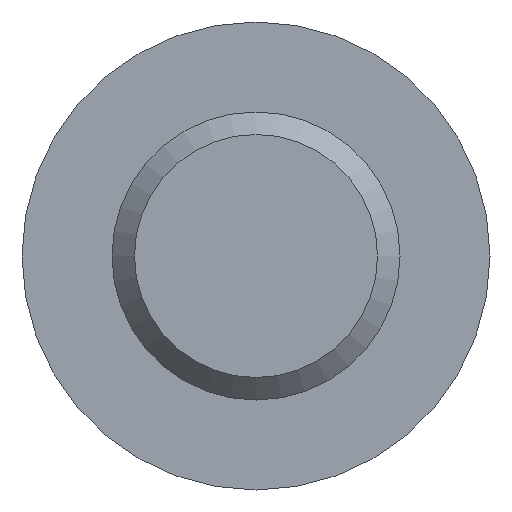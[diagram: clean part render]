
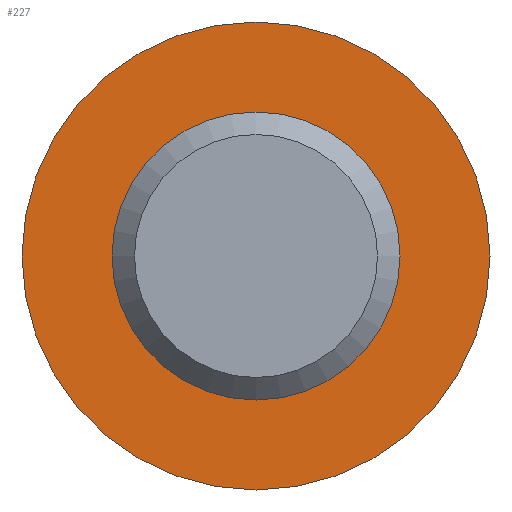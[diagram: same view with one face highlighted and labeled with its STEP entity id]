
A CAD part, front view. The second image highlights one B-rep face of the part: STEP entity #227.
In plain terms, the highlighted planar face has unit normal (0, -1, 0).
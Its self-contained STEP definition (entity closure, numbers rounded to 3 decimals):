
#22 = DIRECTION ( 'NONE',  ( 0., -1., 0. ) ) ;
#52 = CARTESIAN_POINT ( 'NONE',  ( 0., 60., -4. ) ) ;
#55 = EDGE_CURVE ( 'NONE', #221, #221, #425, .T. ) ;
#67 = DIRECTION ( 'NONE',  ( 0., 0., -1. ) ) ;
#93 = ORIENTED_EDGE ( 'NONE', *, *, #277, .T. ) ;
#95 = EDGE_LOOP ( 'NONE', ( #93 ) ) ;
#97 = CIRCLE ( 'NONE', #190, 6.5 ) ;
#123 = AXIS2_PLACEMENT_3D ( 'NONE', #155, #443, #504 ) ;
#127 = AXIS2_PLACEMENT_3D ( 'NONE', #439, #22, #67 ) ;
#144 = ORIENTED_EDGE ( 'NONE', *, *, #55, .F. ) ;
#155 = CARTESIAN_POINT ( 'NONE',  ( -4., 60., 0. ) ) ;
#190 = AXIS2_PLACEMENT_3D ( 'NONE', #378, #288, #294 ) ;
#221 = VERTEX_POINT ( 'NONE', #52 ) ;
#227 = ADVANCED_FACE ( 'NONE', ( #286, #454 ), #523, .F. ) ;
#277 = EDGE_CURVE ( 'NONE', #381, #381, #97, .T. ) ;
#286 = FACE_BOUND ( 'NONE', #440, .T. ) ;
#288 = DIRECTION ( 'NONE',  ( 0., -1., 0. ) ) ;
#294 = DIRECTION ( 'NONE',  ( 0., 0., -1. ) ) ;
#378 = CARTESIAN_POINT ( 'NONE',  ( 0., 60., 0. ) ) ;
#381 = VERTEX_POINT ( 'NONE', #541 ) ;
#425 = CIRCLE ( 'NONE', #127, 4. ) ;
#439 = CARTESIAN_POINT ( 'NONE',  ( 0., 60., 0. ) ) ;
#440 = EDGE_LOOP ( 'NONE', ( #144 ) ) ;
#443 = DIRECTION ( 'NONE',  ( 0., 1., 0. ) ) ;
#454 = FACE_OUTER_BOUND ( 'NONE', #95, .T. ) ;
#504 = DIRECTION ( 'NONE',  ( 0., 0., 1. ) ) ;
#523 = PLANE ( 'NONE',  #123 ) ;
#541 = CARTESIAN_POINT ( 'NONE',  ( 0., 60., -6.5 ) ) ;
